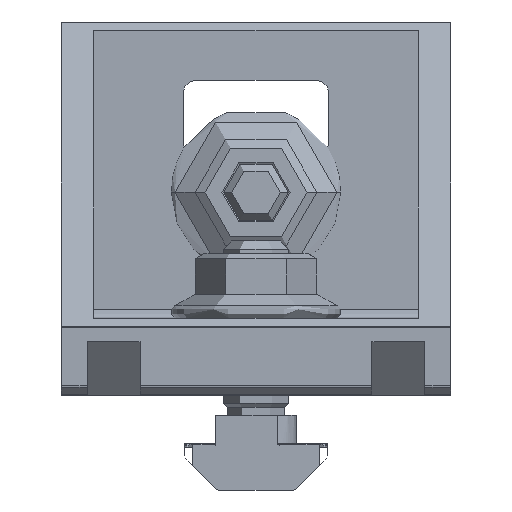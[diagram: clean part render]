
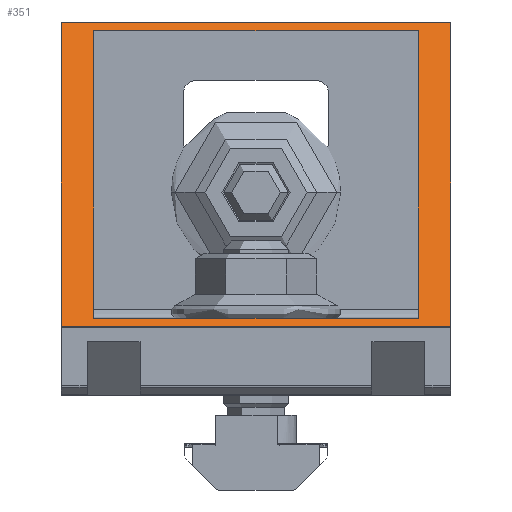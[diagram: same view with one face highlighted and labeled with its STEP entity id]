
A CAD part, front view. The second image highlights one B-rep face of the part: STEP entity #351.
In plain terms, the highlighted planar face has unit normal (0, -0.707, 0.707).
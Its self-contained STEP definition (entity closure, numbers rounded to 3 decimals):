
#64 = CARTESIAN_POINT ( 'NONE',  ( 20., -17.8, 36.6 ) ) ;
#157 = EDGE_CURVE ( 'NONE', #3400, #3608, #12001, .T. ) ;
#351 = ADVANCED_FACE ( 'NONE', ( #4536, #14075 ), #3698, .T. ) ;
#512 = EDGE_CURVE ( 'NONE', #3400, #11145, #3761, .T. ) ;
#593 = EDGE_LOOP ( 'NONE', ( #4704, #5800, #15195, #7446 ) ) ;
#639 = CARTESIAN_POINT ( 'NONE',  ( 0., -8.488, 45.912 ) ) ;
#651 = VECTOR ( 'NONE', #13293, 1000. ) ;
#736 = CARTESIAN_POINT ( 'NONE',  ( 12., -44.9, 9.5 ) ) ;
#1088 = LINE ( 'NONE', #1196, #13437 ) ;
#1196 = CARTESIAN_POINT ( 'NONE',  ( 24., -46., 8.4 ) ) ;
#1330 = EDGE_CURVE ( 'NONE', #10583, #11811, #11594, .T. ) ;
#1505 = LINE ( 'NONE', #10843, #10675 ) ;
#1606 = LINE ( 'NONE', #736, #2511 ) ;
#1807 = EDGE_CURVE ( 'NONE', #11837, #11145, #1088, .T. ) ;
#1939 = CARTESIAN_POINT ( 'NONE',  ( 0., -45.912, 8.488 ) ) ;
#2511 = VECTOR ( 'NONE', #10417, 1000. ) ;
#2530 = DIRECTION ( 'NONE',  ( 1., 0., 0. ) ) ;
#2633 = CARTESIAN_POINT ( 'NONE',  ( 12., -9.5, 44.9 ) ) ;
#2646 = EDGE_CURVE ( 'NONE', #3608, #11837, #13816, .T. ) ;
#2788 = CARTESIAN_POINT ( 'NONE',  ( 20., -44.9, 9.5 ) ) ;
#3400 = VERTEX_POINT ( 'NONE', #9810 ) ;
#3608 = VERTEX_POINT ( 'NONE', #5971 ) ;
#3698 = PLANE ( 'NONE',  #6556 ) ;
#3761 = LINE ( 'NONE', #639, #4519 ) ;
#3840 = LINE ( 'NONE', #64, #651 ) ;
#4254 = EDGE_CURVE ( 'NONE', #4821, #11806, #1606, .T. ) ;
#4519 = VECTOR ( 'NONE', #6575, 1000. ) ;
#4536 = FACE_OUTER_BOUND ( 'NONE', #13701, .T. ) ;
#4704 = ORIENTED_EDGE ( 'NONE', *, *, #4254, .T. ) ;
#4821 = VERTEX_POINT ( 'NONE', #2788 ) ;
#5719 = CARTESIAN_POINT ( 'NONE',  ( 20., -9.5, 44.9 ) ) ;
#5800 = ORIENTED_EDGE ( 'NONE', *, *, #8493, .T. ) ;
#5939 = CARTESIAN_POINT ( 'NONE',  ( 24., -8.4, 46. ) ) ;
#5971 = CARTESIAN_POINT ( 'NONE',  ( -24., -45.912, 8.488 ) ) ;
#6556 = AXIS2_PLACEMENT_3D ( 'NONE', #5939, #13276, #8241 ) ;
#6575 = DIRECTION ( 'NONE',  ( 1., 0., 0. ) ) ;
#7446 = ORIENTED_EDGE ( 'NONE', *, *, #12767, .T. ) ;
#8241 = DIRECTION ( 'NONE',  ( 0., 0.707, 0.707 ) ) ;
#8245 = DIRECTION ( 'NONE',  ( 0., 0.707, 0.707 ) ) ;
#8493 = EDGE_CURVE ( 'NONE', #11806, #10583, #1505, .T. ) ;
#8531 = DIRECTION ( 'NONE',  ( 0., 0.707, 0.707 ) ) ;
#9192 = DIRECTION ( 'NONE',  ( 0., -0.707, -0.707 ) ) ;
#9422 = ORIENTED_EDGE ( 'NONE', *, *, #2646, .T. ) ;
#9524 = ORIENTED_EDGE ( 'NONE', *, *, #1807, .T. ) ;
#9810 = CARTESIAN_POINT ( 'NONE',  ( -24., -8.488, 45.912 ) ) ;
#10417 = DIRECTION ( 'NONE',  ( -1., 0., 0. ) ) ;
#10453 = VECTOR ( 'NONE', #15182, 1000. ) ;
#10493 = CARTESIAN_POINT ( 'NONE',  ( -24., -46., 8.4 ) ) ;
#10525 = CARTESIAN_POINT ( 'NONE',  ( 24., -45.912, 8.488 ) ) ;
#10583 = VERTEX_POINT ( 'NONE', #14747 ) ;
#10675 = VECTOR ( 'NONE', #8531, 1000. ) ;
#10843 = CARTESIAN_POINT ( 'NONE',  ( -20., -17.8, 36.6 ) ) ;
#10899 = ORIENTED_EDGE ( 'NONE', *, *, #157, .T. ) ;
#11145 = VERTEX_POINT ( 'NONE', #13639 ) ;
#11418 = ORIENTED_EDGE ( 'NONE', *, *, #512, .F. ) ;
#11594 = LINE ( 'NONE', #2633, #13099 ) ;
#11806 = VERTEX_POINT ( 'NONE', #12784 ) ;
#11811 = VERTEX_POINT ( 'NONE', #5719 ) ;
#11837 = VERTEX_POINT ( 'NONE', #10525 ) ;
#12001 = LINE ( 'NONE', #10493, #15006 ) ;
#12767 = EDGE_CURVE ( 'NONE', #11811, #4821, #3840, .T. ) ;
#12784 = CARTESIAN_POINT ( 'NONE',  ( -20., -44.9, 9.5 ) ) ;
#13099 = VECTOR ( 'NONE', #2530, 1000. ) ;
#13276 = DIRECTION ( 'NONE',  ( 0., -0.707, 0.707 ) ) ;
#13293 = DIRECTION ( 'NONE',  ( 0., -0.707, -0.707 ) ) ;
#13437 = VECTOR ( 'NONE', #8245, 1000. ) ;
#13639 = CARTESIAN_POINT ( 'NONE',  ( 24., -8.488, 45.912 ) ) ;
#13701 = EDGE_LOOP ( 'NONE', ( #11418, #10899, #9422, #9524 ) ) ;
#13816 = LINE ( 'NONE', #1939, #10453 ) ;
#14075 = FACE_BOUND ( 'NONE', #593, .T. ) ;
#14747 = CARTESIAN_POINT ( 'NONE',  ( -20., -9.5, 44.9 ) ) ;
#15006 = VECTOR ( 'NONE', #9192, 1000. ) ;
#15182 = DIRECTION ( 'NONE',  ( 1., 0., 0. ) ) ;
#15195 = ORIENTED_EDGE ( 'NONE', *, *, #1330, .T. ) ;
